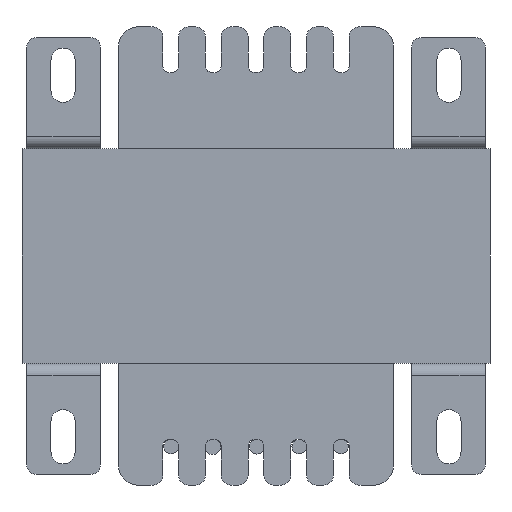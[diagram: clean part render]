
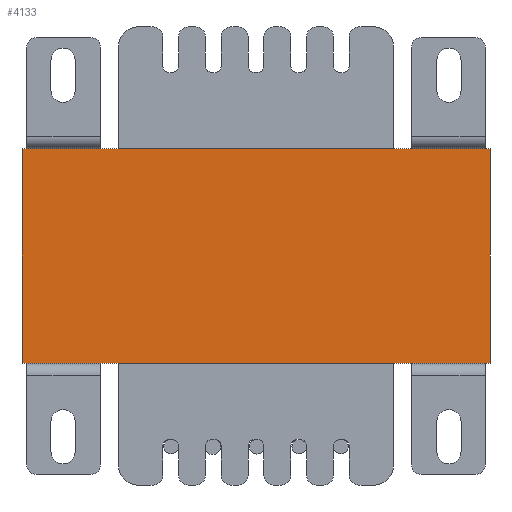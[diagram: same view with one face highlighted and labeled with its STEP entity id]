
A CAD part, front view. The second image highlights one B-rep face of the part: STEP entity #4133.
In plain terms, the highlighted planar face has unit normal (0, -1, 0).
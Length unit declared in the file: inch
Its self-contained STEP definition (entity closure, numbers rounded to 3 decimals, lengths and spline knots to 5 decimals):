
#347 = ORIENTED_EDGE ( 'NONE', *, *, #11207, .T. ) ;
#690 = ORIENTED_EDGE ( 'NONE', *, *, #10380, .F. ) ;
#1023 = ORIENTED_EDGE ( 'NONE', *, *, #6634, .T. ) ;
#1994 = DIRECTION ( 'NONE',  ( 0., 0., 1. ) ) ;
#1997 = DIRECTION ( 'NONE',  ( 0., 1., 0. ) ) ;
#1999 = PLANE ( 'NONE',  #17850 ) ;
#2018 = CARTESIAN_POINT ( 'NONE',  ( 0., 0., 1.75 ) ) ;
#2761 = LINE ( 'NONE', #18093, #2765 ) ;
#2765 = VECTOR ( 'NONE', #18094, 39.37008 ) ;
#4133 = ADVANCED_FACE ( 'NONE', ( #18877 ), #1999, .F. ) ;
#5910 = LINE ( 'NONE', #15529, #5912 ) ;
#5912 = VECTOR ( 'NONE', #15534, 39.37008 ) ;
#6179 = LINE ( 'NONE', #15971, #6182 ) ;
#6182 = VECTOR ( 'NONE', #15972, 39.37008 ) ;
#6442 = EDGE_CURVE ( 'NONE', #11771, #12627, #7827, .T. ) ;
#6634 = EDGE_CURVE ( 'NONE', #11771, #12632, #2761, .T. ) ;
#7827 = LINE ( 'NONE', #19998, #7832 ) ;
#7832 = VECTOR ( 'NONE', #20025, 39.37008 ) ;
#8111 = CARTESIAN_POINT ( 'NONE',  ( 0., 0., 1.75 ) ) ;
#8474 = CARTESIAN_POINT ( 'NONE',  ( 3.82, 0., 0. ) ) ;
#8508 = CARTESIAN_POINT ( 'NONE',  ( 3.82, 0., 1.75 ) ) ;
#8510 = CARTESIAN_POINT ( 'NONE',  ( 0., 0., 0. ) ) ;
#10380 = EDGE_CURVE ( 'NONE', #12627, #12525, #5910, .T. ) ;
#11207 = EDGE_CURVE ( 'NONE', #12632, #12525, #6179, .T. ) ;
#11771 = VERTEX_POINT ( 'NONE', #8111 ) ;
#12055 = ORIENTED_EDGE ( 'NONE', *, *, #6442, .F. ) ;
#12467 = EDGE_LOOP ( 'NONE', ( #347, #690, #12055, #1023 ) ) ;
#12525 = VERTEX_POINT ( 'NONE', #8474 ) ;
#12627 = VERTEX_POINT ( 'NONE', #8508 ) ;
#12632 = VERTEX_POINT ( 'NONE', #8510 ) ;
#15529 = CARTESIAN_POINT ( 'NONE',  ( 3.82, 0., 1.75 ) ) ;
#15534 = DIRECTION ( 'NONE',  ( 0., 0., -1. ) ) ;
#15971 = CARTESIAN_POINT ( 'NONE',  ( 0., 0., 0. ) ) ;
#15972 = DIRECTION ( 'NONE',  ( 1., 0., 0. ) ) ;
#17850 = AXIS2_PLACEMENT_3D ( 'NONE', #2018, #1997, #1994 ) ;
#18093 = CARTESIAN_POINT ( 'NONE',  ( 0., 0., 1.75 ) ) ;
#18094 = DIRECTION ( 'NONE',  ( 0., 0., -1. ) ) ;
#18877 = FACE_OUTER_BOUND ( 'NONE', #12467, .T. ) ;
#19998 = CARTESIAN_POINT ( 'NONE',  ( 0., 0., 1.75 ) ) ;
#20025 = DIRECTION ( 'NONE',  ( 1., 0., 0. ) ) ;
